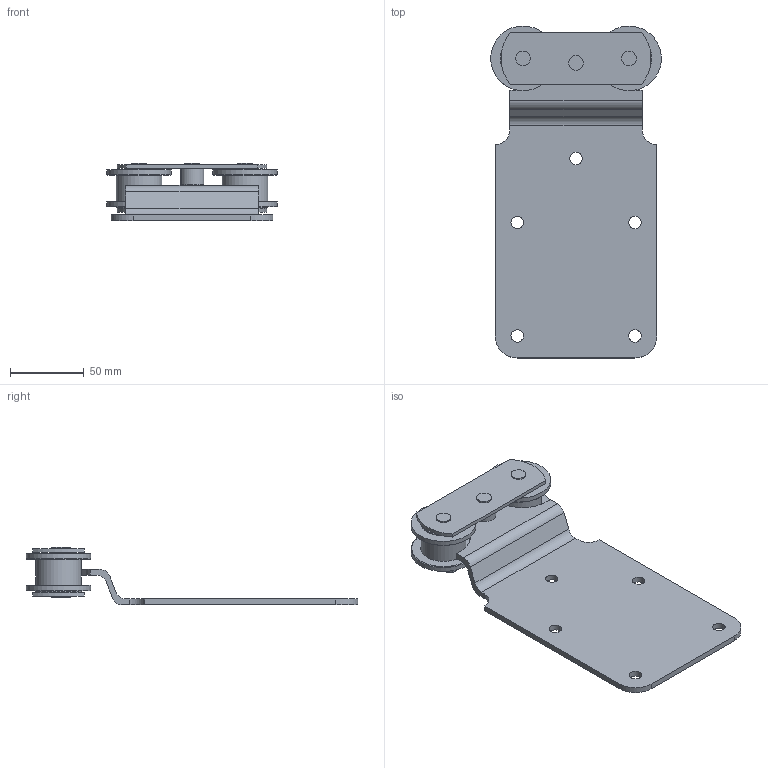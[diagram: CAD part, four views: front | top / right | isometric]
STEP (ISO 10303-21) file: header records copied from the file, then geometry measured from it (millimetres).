
FILE_DESCRIPTION(/* description */ (''),/* implementation_level */ '2;1');
FILE_NAME(/* name */ '251A.stp',/* time_stamp */ '2017-11-02T12:23:06+01:00',/* author */ ('Didierr'),/* organization */ (''),/* preprocessor_version */ 'ST-DEVELOPER v16.5',/* originating_system */ 'Autodesk Inventor 2017',/* authorisation */ '');
FILE_SCHEMA (('AUTOMOTIVE_DESIGN { 1 0 10303 214 3 1 1 }'));
Length unit declared in the file: millimetre
Products named in the file (1): Pièce5
Bounding box: 115.94 x 225.5 x 39.04 mm (x, y, z)
Volume: 146373.7 mm3; surface area: 89422.7 mm2
Topology: 4 solids, 10 shells, 257 faces, 697 edges, 450 vertices
Faces by surface type: cylinder 135, plane 106, cone 16
Full cylindrical faces by diameter (mm): 7.7 x6, 7.9 x6, 8.5 x5, 10 x6, 14 x5, 14.2 x1, 17.5 x2, 23.8 x2, 24.15 x2, 31 x6, 44 x4
Entity records: 8199 total; most frequent: DIRECTION 1462, CARTESIAN_POINT 1324, ORIENTED_EDGE 1252, EDGE_CURVE 626, AXIS2_PLACEMENT_3D 578, VERTEX_POINT 440, EDGE_LOOP 376, CIRCLE 320
